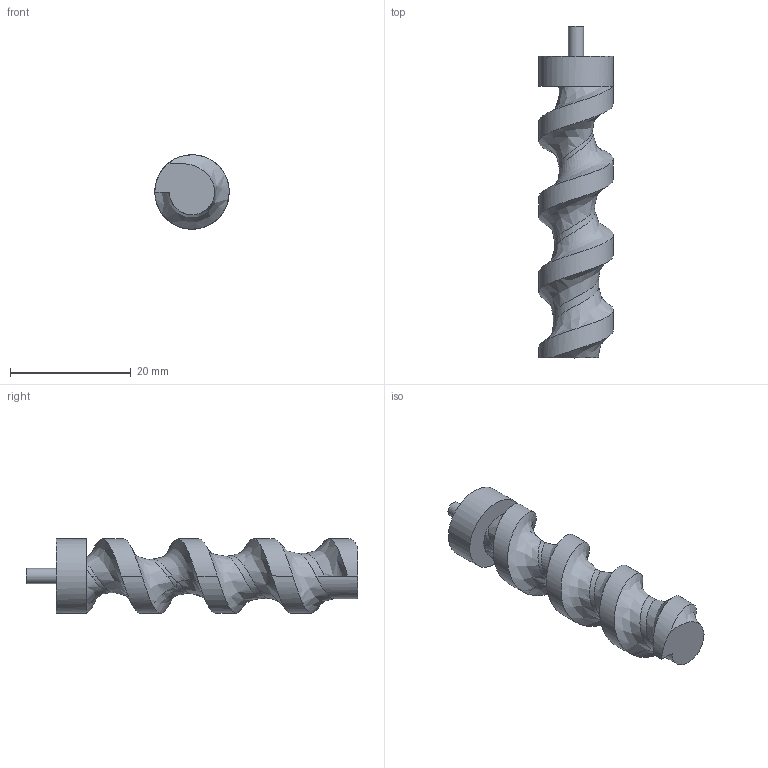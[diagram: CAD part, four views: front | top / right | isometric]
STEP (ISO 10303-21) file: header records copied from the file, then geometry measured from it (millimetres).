
FILE_DESCRIPTION(/* description */ (''),/* implementation_level */ '2;1');
FILE_NAME(/* name */ 'Husillo 2 v3 v2.step',/* time_stamp */ '2024-09-10T19:12:47-06:00',/* author */ (''),/* organization */ (''),/* preprocessor_version */ 'ST-DEVELOPER v20',/* originating_system */ 'Autodesk Translation Framework v13.14.0.145',/* authorisation */ '');
FILE_SCHEMA (('AUTOMOTIVE_DESIGN { 1 0 10303 214 3 1 1 }'));
Length unit declared in the file: millimetre
Products named in the file (1): Husillo 2 v3
Bounding box: 12.33 x 55 x 12.32 mm (x, y, z)
Volume: 3692.2 mm3; surface area: 2082.9 mm2
Topology: 1 solids, 1 shells, 24 faces, 64 edges, 43 vertices
Faces by surface type: cylinder 10, bspline 6, plane 5, cone 3
Full cylindrical faces by diameter (mm): 2.5 x1, 5.5 x1, 12.319 x4
Entity records: 1746 total; most frequent: CARTESIAN_POINT 1196, ORIENTED_EDGE 128, DIRECTION 73, EDGE_CURVE 64, VERTEX_POINT 43, B_SPLINE_CURVE_WITH_KNOTS 40, AXIS2_PLACEMENT_3D 30, EDGE_LOOP 25
